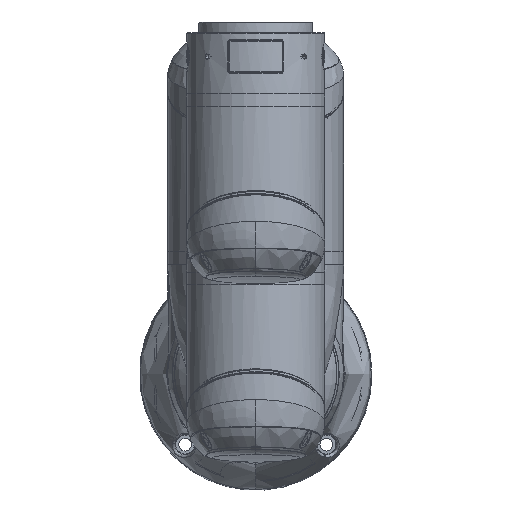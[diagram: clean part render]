
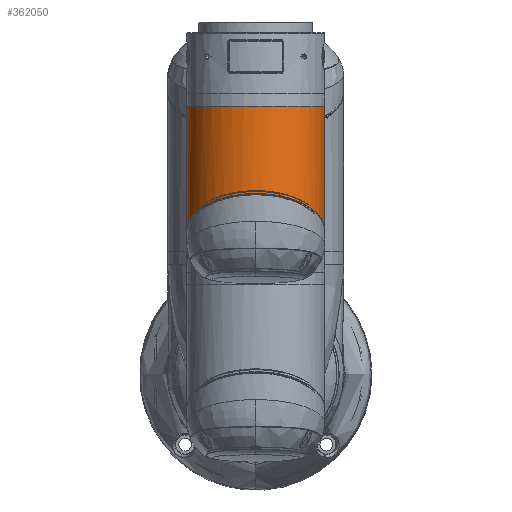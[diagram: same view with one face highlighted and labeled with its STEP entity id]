
A CAD part, top view. The second image highlights one B-rep face of the part: STEP entity #362050.
In plain terms, the highlighted cylindrical face has radius 38 mm (diameter 76 mm), a partial arc.
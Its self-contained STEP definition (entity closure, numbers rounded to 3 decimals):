
#281 = CARTESIAN_POINT ( 'NONE',  ( 0., 0., 0. ) ) ;
#2135 = CARTESIAN_POINT ( 'NONE',  ( -38.008, 47.936, -2.526 ) ) ;
#3402 = CARTESIAN_POINT ( 'NONE',  ( -37.85, 48.019, 3.442 ) ) ;
#4283 = DIRECTION ( 'NONE',  ( 0., 1., 0. ) ) ;
#4696 = CARTESIAN_POINT ( 'NONE',  ( -37.064, 48.431, -8.409 ) ) ;
#5967 = CARTESIAN_POINT ( 'NONE',  ( -18.218, 58.323, -33.37 ) ) ;
#7230 = CARTESIAN_POINT ( 'NONE',  ( 0., 67.883, 38. ) ) ;
#8908 = VERTEX_POINT ( 'NONE', #312297 ) ;
#11036 = CARTESIAN_POINT ( 'NONE',  ( -1.183, 67.262, -38. ) ) ;
#14268 = DIRECTION ( 'NONE',  ( 0., 0., 1. ) ) ;
#15524 = B_SPLINE_CURVE_WITH_KNOTS ( 'NONE', 3,
 ( #7230, #215873, #92092, #37294, #273281, #240691, #360877, #123332, #94649, #67281, #36021, #34734, #274580, #122047, #275853, #125877, #330867, #64754, #214590, #243295, #183271, #270716, #245855, #97204, #66004, #95927, #127161, #3402, #62157, #333441, #157099, #2135, #362161, #4696, #244586, #154551, #332153, #363447, #213303, #210736, #32181, #300818, #63445, #151995, #303403, #184565, #182001, #155819, #212025, #33451, #364746, #304677, #185835, #242009, #5967, #271996, #93371, #153277, #219696, #189666, #129718, #278391, #43670, #308481, #11036, #190967 ),
 .UNSPECIFIED., .F., .F.,
 ( 4, 2, 2, 2, 2, 2, 2, 2, 2, 2, 2, 2, 2, 2, 2, 2, 2, 2, 2, 2, 2, 2, 2, 2, 2, 2, 2, 2, 2, 2, 2, 2, 4 ),
 ( 0., 0.008, 0.016, 0.02, 0.024, 0.032, 0.034, 0.036, 0.039, 0.043, 0.045, 0.047, 0.055, 0.059, 0.061, 0.063, 0.071, 0.073, 0.075, 0.079, 0.081, 0.083, 0.087, 0.091, 0.093, 0.095, 0.103, 0.107, 0.109, 0.111, 0.118, 0.122, 0.126 ),
 .UNSPECIFIED. ) ;
#16263 = EDGE_CURVE ( 'NONE', #199315, #202010, #333048, .T. ) ;
#25564 = ORIENTED_EDGE ( 'NONE', *, *, #170037, .F. ) ;
#32181 = CARTESIAN_POINT ( 'NONE',  ( -34.278, 49.893, -16.414 ) ) ;
#33451 = CARTESIAN_POINT ( 'NONE',  ( -26.988, 53.719, -26.759 ) ) ;
#34314 = LINE ( 'NONE', #340682, #342329 ) ;
#34734 = CARTESIAN_POINT ( 'NONE',  ( -26.443, 54.005, 27.298 ) ) ;
#36021 = CARTESIAN_POINT ( 'NONE',  ( -24.168, 55.199, 29.43 ) ) ;
#37294 = CARTESIAN_POINT ( 'NONE',  ( -9.294, 63.007, 36.92 ) ) ;
#43670 = CARTESIAN_POINT ( 'NONE',  ( -4.722, 65.406, -37.724 ) ) ;
#49051 = VERTEX_POINT ( 'NONE', #116326 ) ;
#57775 = DIRECTION ( 'NONE',  ( 0., 1., 0. ) ) ;
#62157 = CARTESIAN_POINT ( 'NONE',  ( -37.904, 47.99, 2.774 ) ) ;
#63445 = CARTESIAN_POINT ( 'NONE',  ( -33.394, 50.357, -18.146 ) ) ;
#64754 = CARTESIAN_POINT ( 'NONE',  ( -31.647, 51.274, 21.072 ) ) ;
#66004 = CARTESIAN_POINT ( 'NONE',  ( -36.592, 48.679, 10.579 ) ) ;
#67281 = CARTESIAN_POINT ( 'NONE',  ( -22.236, 56.213, 30.908 ) ) ;
#72011 = ORIENTED_EDGE ( 'NONE', *, *, #267255, .T. ) ;
#88992 = DIRECTION ( 'NONE',  ( 0., 0., 1. ) ) ;
#92092 = CARTESIAN_POINT ( 'NONE',  ( -4.695, 65.42, 37.781 ) ) ;
#93371 = CARTESIAN_POINT ( 'NONE',  ( -16.054, 59.458, -34.447 ) ) ;
#94649 = CARTESIAN_POINT ( 'NONE',  ( -19.185, 57.815, 32.823 ) ) ;
#95927 = CARTESIAN_POINT ( 'NONE',  ( -37.421, 48.244, 6.736 ) ) ;
#97204 = CARTESIAN_POINT ( 'NONE',  ( -35.784, 49.103, 13.052 ) ) ;
#107852 = CYLINDRICAL_SURFACE ( 'NONE', #336741, 38. ) ;
#116326 = CARTESIAN_POINT ( 'NONE',  ( 0., 67.883, -38. ) ) ;
#122047 = CARTESIAN_POINT ( 'NONE',  ( -27.755, 53.316, 25.962 ) ) ;
#122932 = VECTOR ( 'NONE', #4283, 1000. ) ;
#123332 = CARTESIAN_POINT ( 'NONE',  ( -18.143, 58.362, 33.411 ) ) ;
#125877 = CARTESIAN_POINT ( 'NONE',  ( -29.41, 52.448, 24.096 ) ) ;
#127161 = CARTESIAN_POINT ( 'NONE',  ( -37.633, 48.132, 5.432 ) ) ;
#129718 = CARTESIAN_POINT ( 'NONE',  ( -9.365, 62.969, -36.903 ) ) ;
#143545 = AXIS2_PLACEMENT_3D ( 'NONE', #242633, #220308, #14268 ) ;
#151995 = CARTESIAN_POINT ( 'NONE',  ( -32.437, 50.859, -19.837 ) ) ;
#153277 = CARTESIAN_POINT ( 'NONE',  ( -14.958, 60.034, -34.938 ) ) ;
#154551 = CARTESIAN_POINT ( 'NONE',  ( -36.575, 48.688, -10.331 ) ) ;
#155819 = CARTESIAN_POINT ( 'NONE',  ( -28.276, 53.043, -25.394 ) ) ;
#157099 = CARTESIAN_POINT ( 'NONE',  ( -37.998, 47.941, 0.783 ) ) ;
#170037 = EDGE_CURVE ( 'NONE', #8908, #49051, #34314, .T. ) ;
#182001 = CARTESIAN_POINT ( 'NONE',  ( -29.509, 52.396, -23.975 ) ) ;
#183271 = CARTESIAN_POINT ( 'NONE',  ( -33.59, 50.254, 17.78 ) ) ;
#184565 = CARTESIAN_POINT ( 'NONE',  ( -30.286, 51.988, -22.986 ) ) ;
#185835 = CARTESIAN_POINT ( 'NONE',  ( -22.337, 56.161, -30.837 ) ) ;
#188494 = ORIENTED_EDGE ( 'NONE', *, *, #371867, .T. ) ;
#189666 = CARTESIAN_POINT ( 'NONE',  ( -11.633, 61.779, -36.254 ) ) ;
#190967 = CARTESIAN_POINT ( 'NONE',  ( 0., 67.883, -38. ) ) ;
#194453 = DIRECTION ( 'NONE',  ( 0., 1., 0. ) ) ;
#199315 = VERTEX_POINT ( 'NONE', #246261 ) ;
#202010 = VERTEX_POINT ( 'NONE', #227834 ) ;
#210736 = CARTESIAN_POINT ( 'NONE',  ( -34.553, 49.749, -15.827 ) ) ;
#212025 = CARTESIAN_POINT ( 'NONE',  ( -27.854, 53.265, -25.857 ) ) ;
#213303 = CARTESIAN_POINT ( 'NONE',  ( -35.333, 49.34, -14.046 ) ) ;
#214590 = CARTESIAN_POINT ( 'NONE',  ( -32.331, 50.915, 20.008 ) ) ;
#215873 = CARTESIAN_POINT ( 'NONE',  ( -2.363, 66.643, 38. ) ) ;
#219696 = CARTESIAN_POINT ( 'NONE',  ( -14.406, 60.324, -35.168 ) ) ;
#220308 = DIRECTION ( 'NONE',  ( 0., 1., 0. ) ) ;
#227834 = CARTESIAN_POINT ( 'NONE',  ( 0., 67.883, 38. ) ) ;
#240691 = CARTESIAN_POINT ( 'NONE',  ( -14.914, 60.057, 34.972 ) ) ;
#242009 = CARTESIAN_POINT ( 'NONE',  ( -19.268, 57.771, -32.775 ) ) ;
#242633 = CARTESIAN_POINT ( 'NONE',  ( 0., 0., 0. ) ) ;
#243295 = CARTESIAN_POINT ( 'NONE',  ( -33.285, 50.414, 18.345 ) ) ;
#244586 = CARTESIAN_POINT ( 'NONE',  ( -36.911, 48.511, -9.056 ) ) ;
#245855 = CARTESIAN_POINT ( 'NONE',  ( -34.457, 49.799, 16.035 ) ) ;
#246261 = CARTESIAN_POINT ( 'NONE',  ( 0., 0., 38. ) ) ;
#267255 = EDGE_CURVE ( 'NONE', #8908, #199315, #328932, .T. ) ;
#270716 = CARTESIAN_POINT ( 'NONE',  ( -34.176, 49.946, 16.626 ) ) ;
#271996 = CARTESIAN_POINT ( 'NONE',  ( -16.601, 59.172, -34.187 ) ) ;
#273281 = CARTESIAN_POINT ( 'NONE',  ( -11.563, 61.816, 36.277 ) ) ;
#274580 = CARTESIAN_POINT ( 'NONE',  ( -26.889, 53.771, 26.859 ) ) ;
#275853 = CARTESIAN_POINT ( 'NONE',  ( -28.178, 53.095, 25.503 ) ) ;
#278391 = CARTESIAN_POINT ( 'NONE',  ( -5.893, 64.791, -37.559 ) ) ;
#300818 = CARTESIAN_POINT ( 'NONE',  ( -33.699, 50.197, -17.573 ) ) ;
#303403 = CARTESIAN_POINT ( 'NONE',  ( -31.751, 51.219, -20.917 ) ) ;
#304274 = CARTESIAN_POINT ( 'NONE',  ( 0., 0., 38. ) ) ;
#304677 = CARTESIAN_POINT ( 'NONE',  ( -24.273, 55.144, -29.344 ) ) ;
#308481 = CARTESIAN_POINT ( 'NONE',  ( -2.364, 66.643, -37.945 ) ) ;
#312297 = CARTESIAN_POINT ( 'NONE',  ( 0., 0., -38. ) ) ;
#328932 = CIRCLE ( 'NONE', #143545, 38. ) ;
#330867 = CARTESIAN_POINT ( 'NONE',  ( -30.186, 52.04, 23.116 ) ) ;
#332153 = CARTESIAN_POINT ( 'NONE',  ( -36.391, 48.784, -10.961 ) ) ;
#333048 = LINE ( 'NONE', #304274, #122932 ) ;
#333441 = CARTESIAN_POINT ( 'NONE',  ( -37.978, 47.951, 1.446 ) ) ;
#336741 = AXIS2_PLACEMENT_3D ( 'NONE', #281, #57775, #88992 ) ;
#340682 = CARTESIAN_POINT ( 'NONE',  ( 0., 0., -38. ) ) ;
#341526 = FACE_OUTER_BOUND ( 'NONE', #360300, .T. ) ;
#342329 = VECTOR ( 'NONE', #194453, 1000. ) ;
#360300 = EDGE_LOOP ( 'NONE', ( #25564, #72011, #386589, #188494 ) ) ;
#360877 = CARTESIAN_POINT ( 'NONE',  ( -16.008, 59.483, 34.485 ) ) ;
#362050 = ADVANCED_FACE ( 'NONE', ( #341526 ), #107852, .T. ) ;
#362161 = CARTESIAN_POINT ( 'NONE',  ( -37.743, 48.075, -5.152 ) ) ;
#363447 = CARTESIAN_POINT ( 'NONE',  ( -35.793, 49.098, -12.83 ) ) ;
#364746 = CARTESIAN_POINT ( 'NONE',  ( -26.543, 53.953, -27.201 ) ) ;
#371867 = EDGE_CURVE ( 'NONE', #202010, #49051, #15524, .T. ) ;
#386589 = ORIENTED_EDGE ( 'NONE', *, *, #16263, .T. ) ;
